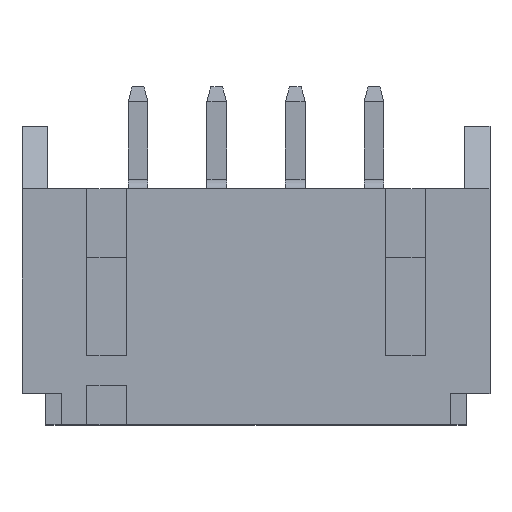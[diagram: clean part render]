
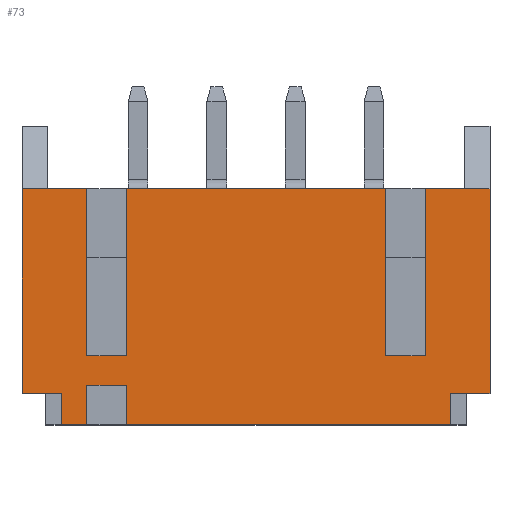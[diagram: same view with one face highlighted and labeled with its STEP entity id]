
A CAD part, top view. The second image highlights one B-rep face of the part: STEP entity #73.
In plain terms, the highlighted planar face has unit normal (0, 0, 1).
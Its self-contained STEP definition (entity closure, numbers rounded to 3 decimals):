
#73=ADVANCED_FACE('',(#1981),#1983,.T.);
#1981=FACE_BOUND('',#1982,.T.);
#1982=EDGE_LOOP('',(#3481,#3482,#3483,#3484,#3485,#3486,#3487,#3488,#3489,#3490,
#3491,#3492,#3493,#3494,#3495,#3496,#3497,#3498,#3499,#3500));
#1983=PLANE('',#1984);
#1984=AXIS2_PLACEMENT_3D('',#1985,#1986,#1987);
#1985=CARTESIAN_POINT('',(-1.,-6.,5.5));
#1986=DIRECTION('',(0.,0.,1.));
#1987=DIRECTION('',(1.,0.,0.));
#3481=ORIENTED_EDGE('',*,*,#4609,.T.);
#3482=ORIENTED_EDGE('',*,*,#4610,.T.);
#3483=ORIENTED_EDGE('',*,*,#4611,.T.);
#3484=ORIENTED_EDGE('',*,*,#4612,.T.);
#3485=ORIENTED_EDGE('',*,*,#4613,.T.);
#3486=ORIENTED_EDGE('',*,*,#4614,.F.);
#3487=ORIENTED_EDGE('',*,*,#4615,.T.);
#3488=ORIENTED_EDGE('',*,*,#4616,.T.);
#3489=ORIENTED_EDGE('',*,*,#4617,.T.);
#3490=ORIENTED_EDGE('',*,*,#4618,.F.);
#3491=ORIENTED_EDGE('',*,*,#4619,.T.);
#3492=ORIENTED_EDGE('',*,*,#4620,.T.);
#3493=ORIENTED_EDGE('',*,*,#4621,.T.);
#3494=ORIENTED_EDGE('',*,*,#4622,.F.);
#3495=ORIENTED_EDGE('',*,*,#4623,.F.);
#3496=ORIENTED_EDGE('',*,*,#4624,.T.);
#3497=ORIENTED_EDGE('',*,*,#4625,.T.);
#3498=ORIENTED_EDGE('',*,*,#4626,.T.);
#3499=ORIENTED_EDGE('',*,*,#4627,.T.);
#3500=ORIENTED_EDGE('',*,*,#4628,.T.);
#4609=EDGE_CURVE('',#5173,#5174,#5175,.F.);
#4610=EDGE_CURVE('',#5174,#5176,#5177,.T.);
#4611=EDGE_CURVE('',#5176,#5178,#5179,.F.);
#4612=EDGE_CURVE('',#5178,#5180,#5181,.T.);
#4613=EDGE_CURVE('',#5180,#5182,#5183,.T.);
#4614=EDGE_CURVE('',#5184,#5182,#5185,.T.);
#4615=EDGE_CURVE('',#5184,#5186,#5187,.T.);
#4616=EDGE_CURVE('',#5186,#5188,#5189,.T.);
#4617=EDGE_CURVE('',#5188,#5190,#5191,.T.);
#4618=EDGE_CURVE('',#5192,#5190,#5193,.T.);
#4619=EDGE_CURVE('',#5192,#5194,#5195,.F.);
#4620=EDGE_CURVE('',#5194,#5196,#5197,.F.);
#4621=EDGE_CURVE('',#5196,#5198,#5199,.F.);
#4622=EDGE_CURVE('',#5200,#5198,#5201,.T.);
#4623=EDGE_CURVE('',#5202,#5200,#5203,.T.);
#4624=EDGE_CURVE('',#5202,#5204,#5205,.F.);
#4625=EDGE_CURVE('',#5204,#5206,#5207,.T.);
#4626=EDGE_CURVE('',#5206,#5208,#5209,.T.);
#4627=EDGE_CURVE('',#5208,#5210,#5211,.F.);
#4628=EDGE_CURVE('',#5210,#5173,#5212,.F.);
#5173=VERTEX_POINT('',#6099);
#5174=VERTEX_POINT('',#6100);
#5175=LINE('',#6101,#6102);
#5176=VERTEX_POINT('',#6104);
#5177=LINE('',#6105,#6106);
#5178=VERTEX_POINT('',#6108);
#5179=LINE('',#6109,#6110);
#5180=VERTEX_POINT('',#6112);
#5181=LINE('',#6113,#6114);
#5182=VERTEX_POINT('',#6116);
#5183=LINE('',#6117,#6118);
#5184=VERTEX_POINT('',#6120);
#5185=LINE('',#6121,#6122);
#5186=VERTEX_POINT('',#6124);
#5187=LINE('',#6125,#6126);
#5188=VERTEX_POINT('',#6128);
#5189=LINE('',#6129,#6130);
#5190=VERTEX_POINT('',#6132);
#5191=LINE('',#6133,#6134);
#5192=VERTEX_POINT('',#6136);
#5193=LINE('',#6137,#6138);
#5194=VERTEX_POINT('',#6140);
#5195=LINE('',#6141,#6142);
#5196=VERTEX_POINT('',#6144);
#5197=LINE('',#6145,#6146);
#5198=VERTEX_POINT('',#6148);
#5199=LINE('',#6149,#6150);
#5200=VERTEX_POINT('',#6152);
#5201=LINE('',#6153,#6154);
#5202=VERTEX_POINT('',#6156);
#5203=LINE('',#6157,#6158);
#5204=VERTEX_POINT('',#6160);
#5205=LINE('',#6161,#6162);
#5206=VERTEX_POINT('',#6164);
#5207=LINE('',#6165,#6166);
#5208=VERTEX_POINT('',#6168);
#5209=LINE('',#6169,#6170);
#5210=VERTEX_POINT('',#6172);
#5211=LINE('',#6173,#6174);
#5212=LINE('',#6176,#6177);
#6099=CARTESIAN_POINT('',(-0.3,-5.,5.5));
#6100=CARTESIAN_POINT('',(-0.3,-6.,5.5));
#6101=CARTESIAN_POINT('',(-0.3,-6.,5.5));
#6102=VECTOR('',#6103,1.);
#6103=DIRECTION('',(0.,1.,0.));
#6104=CARTESIAN_POINT('',(7.95,-6.,5.5));
#6105=CARTESIAN_POINT('',(-0.3,-6.,5.5));
#6106=VECTOR('',#6107,1.);
#6107=DIRECTION('',(1.,0.,0.));
#6108=CARTESIAN_POINT('',(7.95,-5.2,5.5));
#6109=CARTESIAN_POINT('',(7.95,-5.2,5.5));
#6110=VECTOR('',#6111,1.);
#6111=DIRECTION('',(0.,-1.,0.));
#6112=CARTESIAN_POINT('',(8.95,-5.2,5.5));
#6113=CARTESIAN_POINT('',(7.95,-5.2,5.5));
#6114=VECTOR('',#6115,1.);
#6115=DIRECTION('',(1.,0.,0.));
#6116=CARTESIAN_POINT('',(8.95,0.,5.5));
#6117=CARTESIAN_POINT('',(8.95,-5.2,5.5));
#6118=VECTOR('',#6119,1.);
#6119=DIRECTION('',(0.,1.,0.));
#6120=CARTESIAN_POINT('',(7.3,0.,5.5));
#6121=CARTESIAN_POINT('',(7.3,0.,5.5));
#6122=VECTOR('',#6123,1.);
#6123=DIRECTION('',(1.,0.,0.));
#6124=CARTESIAN_POINT('',(7.3,-4.25,5.5));
#6125=CARTESIAN_POINT('',(7.3,0.,5.5));
#6126=VECTOR('',#6127,1.);
#6127=DIRECTION('',(0.,-1.,0.));
#6128=CARTESIAN_POINT('',(6.3,-4.25,5.5));
#6129=CARTESIAN_POINT('',(7.3,-4.25,5.5));
#6130=VECTOR('',#6131,1.);
#6131=DIRECTION('',(-1.,0.,0.));
#6132=CARTESIAN_POINT('',(6.3,0.,5.5));
#6133=CARTESIAN_POINT('',(6.3,-4.25,5.5));
#6134=VECTOR('',#6135,1.);
#6135=DIRECTION('',(0.,1.,0.));
#6136=CARTESIAN_POINT('',(-0.3,0.,5.5));
#6137=CARTESIAN_POINT('',(-0.3,0.,5.5));
#6138=VECTOR('',#6139,1.);
#6139=DIRECTION('',(1.,0.,0.));
#6140=CARTESIAN_POINT('',(-0.3,-4.25,5.5));
#6141=CARTESIAN_POINT('',(-0.3,-4.25,5.5));
#6142=VECTOR('',#6143,1.);
#6143=DIRECTION('',(0.,1.,0.));
#6144=CARTESIAN_POINT('',(-1.3,-4.25,5.5));
#6145=CARTESIAN_POINT('',(-1.3,-4.25,5.5));
#6146=VECTOR('',#6147,1.);
#6147=DIRECTION('',(1.,0.,0.));
#6148=CARTESIAN_POINT('',(-1.3,0.,5.5));
#6149=CARTESIAN_POINT('',(-1.3,0.,5.5));
#6150=VECTOR('',#6151,1.);
#6151=DIRECTION('',(0.,-1.,0.));
#6152=CARTESIAN_POINT('',(-2.95,0.,5.5));
#6153=CARTESIAN_POINT('',(-2.95,0.,5.5));
#6154=VECTOR('',#6155,1.);
#6155=DIRECTION('',(1.,0.,0.));
#6156=CARTESIAN_POINT('',(-2.95,-5.2,5.5));
#6157=CARTESIAN_POINT('',(-2.95,-5.2,5.5));
#6158=VECTOR('',#6159,1.);
#6159=DIRECTION('',(0.,1.,0.));
#6160=CARTESIAN_POINT('',(-1.95,-5.2,5.5));
#6161=CARTESIAN_POINT('',(-1.95,-5.2,5.5));
#6162=VECTOR('',#6163,1.);
#6163=DIRECTION('',(-1.,0.,0.));
#6164=CARTESIAN_POINT('',(-1.95,-6.,5.5));
#6165=CARTESIAN_POINT('',(-1.95,-5.2,5.5));
#6166=VECTOR('',#6167,1.);
#6167=DIRECTION('',(0.,-1.,0.));
#6168=CARTESIAN_POINT('',(-1.3,-6.,5.5));
#6169=CARTESIAN_POINT('',(-1.95,-6.,5.5));
#6170=VECTOR('',#6171,1.);
#6171=DIRECTION('',(1.,0.,0.));
#6172=CARTESIAN_POINT('',(-1.3,-5.,5.5));
#6173=CARTESIAN_POINT('',(-1.3,-5.,5.5));
#6174=VECTOR('',#6175,1.);
#6175=DIRECTION('',(0.,-1.,0.));
#6176=CARTESIAN_POINT('',(-0.3,-5.,5.5));
#6177=VECTOR('',#6178,1.);
#6178=DIRECTION('',(-1.,0.,0.));
